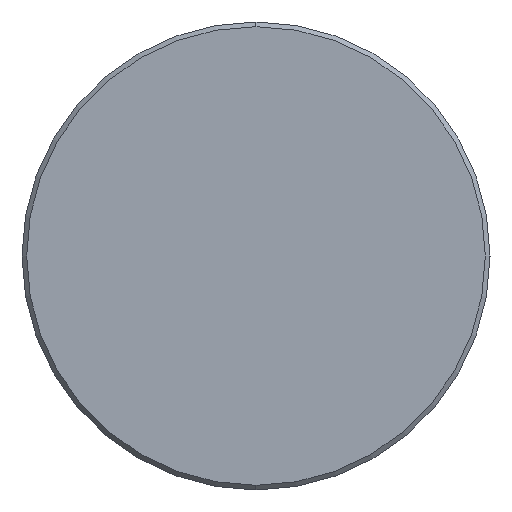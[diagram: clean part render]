
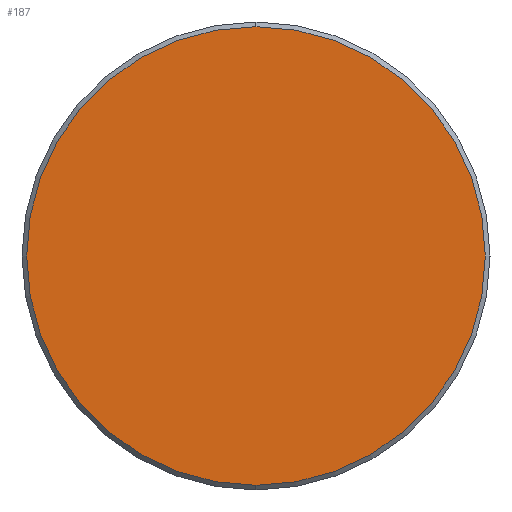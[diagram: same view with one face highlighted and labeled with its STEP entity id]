
A CAD part, left-side view. The second image highlights one B-rep face of the part: STEP entity #187.
In plain terms, the highlighted planar face has unit normal (-1, 0, 0).
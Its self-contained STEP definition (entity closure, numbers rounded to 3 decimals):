
#11 = ORIENTED_EDGE ( 'NONE', *, *, #430, .T. ) ;
#37 = FACE_OUTER_BOUND ( 'NONE', #377, .T. ) ;
#38 = VERTEX_POINT ( 'NONE', #60 ) ;
#60 = CARTESIAN_POINT ( 'NONE',  ( 0., 0., -14.7 ) ) ;
#70 = AXIS2_PLACEMENT_3D ( 'NONE', #74, #179, #146 ) ;
#74 = CARTESIAN_POINT ( 'NONE',  ( 0., 0., 0. ) ) ;
#77 = PLANE ( 'NONE',  #70 ) ;
#101 = VERTEX_POINT ( 'NONE', #275 ) ;
#126 = CIRCLE ( 'NONE', #268, 14.7 ) ;
#130 = EDGE_CURVE ( 'NONE', #101, #38, #234, .T. ) ;
#139 = ORIENTED_EDGE ( 'NONE', *, *, #130, .T. ) ;
#140 = DIRECTION ( 'NONE',  ( -1., 0., 0. ) ) ;
#146 = DIRECTION ( 'NONE',  ( 0., 0., -1. ) ) ;
#148 = AXIS2_PLACEMENT_3D ( 'NONE', #397, #140, #337 ) ;
#179 = DIRECTION ( 'NONE',  ( 1., 0., 0. ) ) ;
#187 = ADVANCED_FACE ( 'NONE', ( #37 ), #77, .F. ) ;
#227 = CARTESIAN_POINT ( 'NONE',  ( 0., 0., 0. ) ) ;
#234 = CIRCLE ( 'NONE', #148, 14.7 ) ;
#268 = AXIS2_PLACEMENT_3D ( 'NONE', #227, #383, #324 ) ;
#275 = CARTESIAN_POINT ( 'NONE',  ( 0., 0., 14.7 ) ) ;
#324 = DIRECTION ( 'NONE',  ( 0., 0., 1. ) ) ;
#337 = DIRECTION ( 'NONE',  ( 0., 0., 1. ) ) ;
#377 = EDGE_LOOP ( 'NONE', ( #11, #139 ) ) ;
#383 = DIRECTION ( 'NONE',  ( -1., 0., 0. ) ) ;
#397 = CARTESIAN_POINT ( 'NONE',  ( 0., 0., 0. ) ) ;
#430 = EDGE_CURVE ( 'NONE', #38, #101, #126, .T. ) ;
